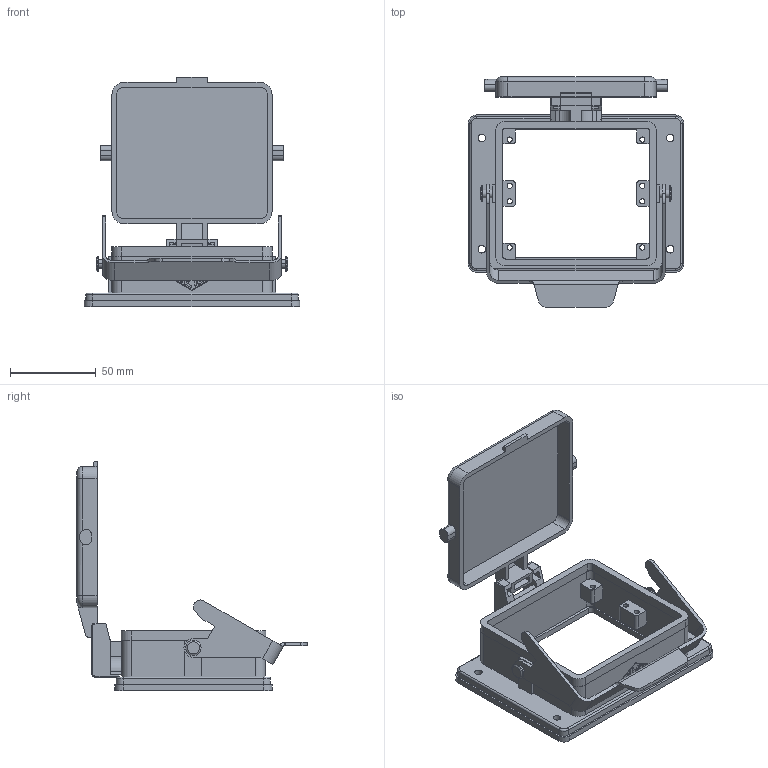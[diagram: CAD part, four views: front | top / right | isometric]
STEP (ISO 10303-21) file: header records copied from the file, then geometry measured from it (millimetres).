
FILE_DESCRIPTION(('Creo Elements/Direct Modeling STEP Export'),'2;1');
FILE_NAME('0ln7uvk4qjnhbqr5880','2019-05-07T15:05:30',(''),(''),'PTC Creo Elements/Direct Modeling STEP processor for AP214 (Solid Model)','PTC Creo Elements/Direct Modeling 19.0E 27-Jun-2016 (C) Parametric Technology GmbH','');
FILE_SCHEMA(('AUTOMOTIVE_DESIGN { 1 0 10303 214 1 1 1 1 }'));
Length unit declared in the file: millimetre
Products named in the file (3): CHIX_32_LP; CHIX_32_LP.stp
Assembly tree (2 placements, depth 3):
  CHIX_32_LP.stp
    CHIX_32_LP.stp
      CHIX_32_LP
Bounding box: 126 x 134.35 x 134 mm (x, y, z)
Volume: 112839.6 mm3; surface area: 74369.7 mm2
Topology: 1 solids, 2 shells, 357 faces, 995 edges, 666 vertices
Faces by surface type: plane 198, cylinder 139, torus 12, cone 6, bspline 2
Entity records: 12857 total; most frequent: CARTESIAN_POINT 2371, ORIENTED_EDGE 1990, DIRECTION 1851, EDGE_CURVE 995, VERTEX_POINT 666, VECTOR 647, LINE 647, AXIS2_PLACEMENT_3D 602
